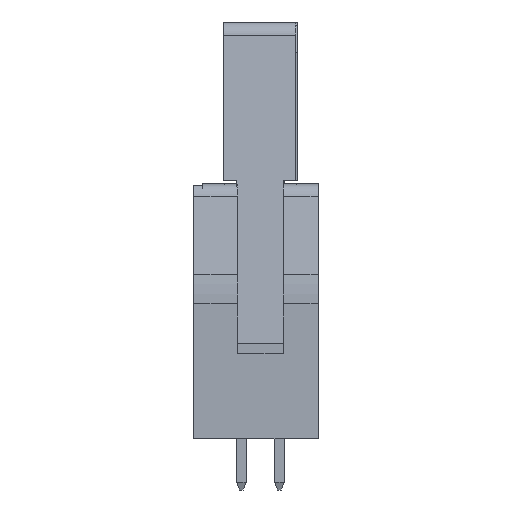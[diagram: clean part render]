
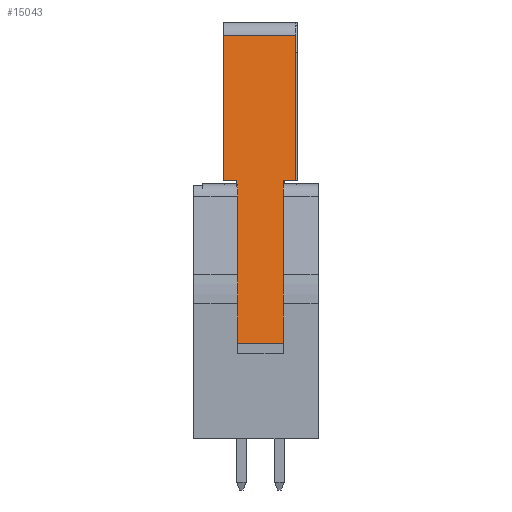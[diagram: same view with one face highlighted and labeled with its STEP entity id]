
A CAD part, left-side view. The second image highlights one B-rep face of the part: STEP entity #15043.
In plain terms, the highlighted face is planar.
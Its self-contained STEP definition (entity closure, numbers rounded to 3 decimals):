
#7652 = CARTESIAN_POINT ( 'NONE',  ( 3.364, -2.4, 2.738 ) ) ;
#7653 = DIRECTION ( 'NONE',  ( 0., 1., 0. ) ) ;
#7654 = VECTOR ( 'NONE', #7653, 1000. ) ;
#7655 = CARTESIAN_POINT ( 'NONE',  ( 3.364, -1.57, 2.738 ) ) ;
#7656 = LINE ( 'NONE', #7655, #7654 ) ;
#7657 = CARTESIAN_POINT ( 'NONE',  ( 3.364, -1.57, 2.738 ) ) ;
#7683 = VECTOR ( 'NONE', #7745, 1000. ) ;
#7684 = CARTESIAN_POINT ( 'NONE',  ( 3.364, 1.57, 2.738 ) ) ;
#7685 = LINE ( 'NONE', #7684, #7683 ) ;
#7743 = CARTESIAN_POINT ( 'NONE',  ( 3.364, 2.4, 2.738 ) ) ;
#7744 = CARTESIAN_POINT ( 'NONE',  ( 3.364, 1.57, 2.738 ) ) ;
#7745 = DIRECTION ( 'NONE',  ( 0., 1., 0. ) ) ;
#7751 = CARTESIAN_POINT ( 'NONE',  ( 2.221, -2.4, 12.403 ) ) ;
#7796 = DIRECTION ( 'NONE',  ( -0.117, 0., 0.993 ) ) ;
#7797 = VECTOR ( 'NONE', #7796, 1000. ) ;
#7798 = CARTESIAN_POINT ( 'NONE',  ( 2., 2.4, 14.274 ) ) ;
#7799 = LINE ( 'NONE', #7798, #7797 ) ;
#7800 = CARTESIAN_POINT ( 'NONE',  ( 2.221, 2.4, 12.403 ) ) ;
#7808 = CARTESIAN_POINT ( 'NONE',  ( 2.221, -2.4, 12.403 ) ) ;
#7809 = LINE ( 'NONE', #7808, #7876 ) ;
#7818 = DIRECTION ( 'NONE',  ( 0.117, 0., -0.993 ) ) ;
#7819 = VECTOR ( 'NONE', #7818, 1000. ) ;
#7820 = CARTESIAN_POINT ( 'NONE',  ( 2., -1.57, 14.274 ) ) ;
#7821 = LINE ( 'NONE', #7820, #7819 ) ;
#7822 = CARTESIAN_POINT ( 'NONE',  ( 4.65, -1.57, -8.145 ) ) ;
#7827 = CARTESIAN_POINT ( 'NONE',  ( 4.65, 1.57, -8.145 ) ) ;
#7841 = DIRECTION ( 'NONE',  ( -0.117, 0., 0.993 ) ) ;
#7842 = VECTOR ( 'NONE', #7841, 1000. ) ;
#7843 = CARTESIAN_POINT ( 'NONE',  ( 2., 1.57, 14.274 ) ) ;
#7844 = LINE ( 'NONE', #7843, #7842 ) ;
#7854 = DIRECTION ( 'NONE',  ( 0., 1., 0. ) ) ;
#7855 = VECTOR ( 'NONE', #7854, 1000. ) ;
#7856 = CARTESIAN_POINT ( 'NONE',  ( 4.65, -2.4, -8.145 ) ) ;
#7861 = LINE ( 'NONE', #7856, #7855 ) ;
#7864 = DIRECTION ( 'NONE',  ( 0.117, 0., -0.993 ) ) ;
#7865 = VECTOR ( 'NONE', #7864, 1000. ) ;
#7866 = CARTESIAN_POINT ( 'NONE',  ( 2., -2.4, 14.274 ) ) ;
#7867 = LINE ( 'NONE', #7866, #7865 ) ;
#7875 = DIRECTION ( 'NONE',  ( 0., -1., 0. ) ) ;
#7876 = VECTOR ( 'NONE', #7875, 1000. ) ;
#7883 = DIRECTION ( 'NONE',  ( 0.117, 0., -0.993 ) ) ;
#7884 = DIRECTION ( 'NONE',  ( 0.993, 0., 0.117 ) ) ;
#7885 = CARTESIAN_POINT ( 'NONE',  ( 2., -2.4, 14.274 ) ) ;
#7886 = AXIS2_PLACEMENT_3D ( 'NONE', #7885, #7884, #7883 ) ;
#7887 = PLANE ( 'NONE',  #7886 ) ;
#7888 = FACE_OUTER_BOUND ( 'NONE', #14973, .T. ) ;
#14837 = VERTEX_POINT ( 'NONE', #7657 ) ;
#14839 = EDGE_CURVE ( 'NONE', #14840, #14837, #7656, .T. ) ;
#14840 = VERTEX_POINT ( 'NONE', #7652 ) ;
#14856 = EDGE_CURVE ( 'NONE', #14857, #14858, #7685, .T. ) ;
#14857 = VERTEX_POINT ( 'NONE', #7744 ) ;
#14858 = VERTEX_POINT ( 'NONE', #7743 ) ;
#14892 = VERTEX_POINT ( 'NONE', #7751 ) ;
#14900 = VERTEX_POINT ( 'NONE', #7800 ) ;
#14902 = EDGE_CURVE ( 'NONE', #14858, #14900, #7799, .T. ) ;
#14931 = VERTEX_POINT ( 'NONE', #7827 ) ;
#14938 = VERTEX_POINT ( 'NONE', #7822 ) ;
#14940 = EDGE_CURVE ( 'NONE', #14837, #14938, #7821, .T. ) ;
#14955 = EDGE_CURVE ( 'NONE', #14900, #14892, #7809, .T. ) ;
#14963 = EDGE_CURVE ( 'NONE', #14892, #14840, #7867, .T. ) ;
#14973 = EDGE_LOOP ( 'NONE', ( #14974, #14975, #14976, #14977, #14978, #14979, #14980, #14981 ) ) ;
#14974 = ORIENTED_EDGE ( 'NONE', *, *, #14994, .T. ) ;
#14975 = ORIENTED_EDGE ( 'NONE', *, *, #14999, .T. ) ;
#14976 = ORIENTED_EDGE ( 'NONE', *, *, #14856, .T. ) ;
#14977 = ORIENTED_EDGE ( 'NONE', *, *, #14902, .T. ) ;
#14978 = ORIENTED_EDGE ( 'NONE', *, *, #14955, .T. ) ;
#14979 = ORIENTED_EDGE ( 'NONE', *, *, #14963, .T. ) ;
#14980 = ORIENTED_EDGE ( 'NONE', *, *, #14839, .T. ) ;
#14981 = ORIENTED_EDGE ( 'NONE', *, *, #14940, .T. ) ;
#14994 = EDGE_CURVE ( 'NONE', #14938, #14931, #7861, .T. ) ;
#14999 = EDGE_CURVE ( 'NONE', #14931, #14857, #7844, .T. ) ;
#15043 = ADVANCED_FACE ( 'NONE', ( #7888 ), #7887, .T. ) ;
